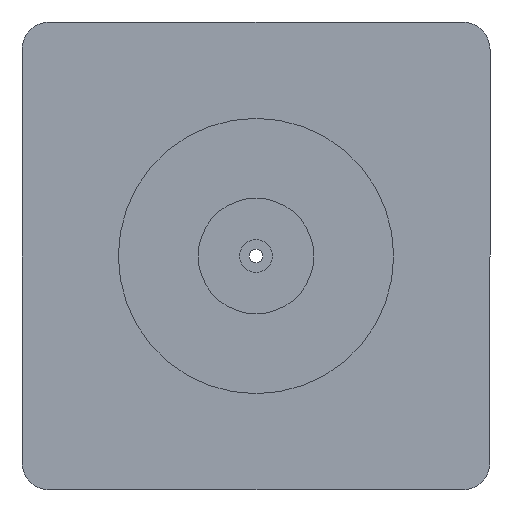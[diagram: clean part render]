
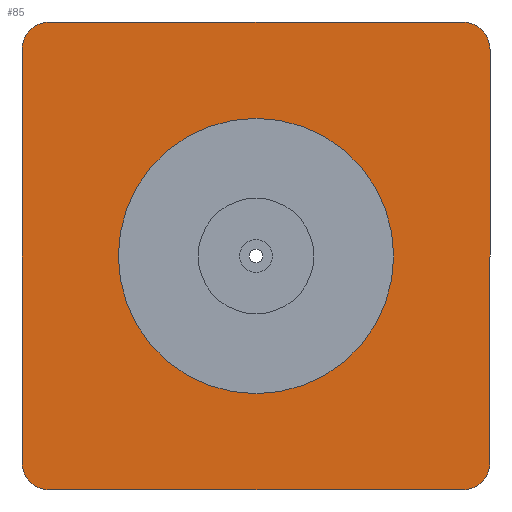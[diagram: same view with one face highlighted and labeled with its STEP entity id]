
A CAD part, front view. The second image highlights one B-rep face of the part: STEP entity #85.
In plain terms, the highlighted planar face has unit normal (0, -1, 0).
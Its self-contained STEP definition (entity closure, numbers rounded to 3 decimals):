
#3 = CARTESIAN_POINT ( 'NONE',  ( 85., 0., -85. ) ) ;
#36 = DIRECTION ( 'NONE',  ( 0., 0., -1. ) ) ;
#49 = DIRECTION ( 'NONE',  ( 0., 0., -1. ) ) ;
#85 = ADVANCED_FACE ( 'NONE', ( #444, #1525 ), #1249, .T. ) ;
#105 = ORIENTED_EDGE ( 'NONE', *, *, #972, .T. ) ;
#116 = CARTESIAN_POINT ( 'NONE',  ( 85., 0., -85. ) ) ;
#155 = AXIS2_PLACEMENT_3D ( 'NONE', #524, #285, #49 ) ;
#169 = CARTESIAN_POINT ( 'NONE',  ( -85., 0., -85. ) ) ;
#185 = AXIS2_PLACEMENT_3D ( 'NONE', #1111, #1125, #1012 ) ;
#195 = DIRECTION ( 'NONE',  ( 0., -1., 0. ) ) ;
#201 = VERTEX_POINT ( 'NONE', #1434 ) ;
#209 = VERTEX_POINT ( 'NONE', #343 ) ;
#231 = CIRCLE ( 'NONE', #155, 50. ) ;
#235 = VERTEX_POINT ( 'NONE', #1429 ) ;
#243 = VERTEX_POINT ( 'NONE', #820 ) ;
#247 = CARTESIAN_POINT ( 'NONE',  ( 75., 0., -75. ) ) ;
#248 = ORIENTED_EDGE ( 'NONE', *, *, #381, .F. ) ;
#250 = LINE ( 'NONE', #116, #1184 ) ;
#279 = ORIENTED_EDGE ( 'NONE', *, *, #898, .T. ) ;
#285 = DIRECTION ( 'NONE',  ( 0., 1., 0. ) ) ;
#294 = DIRECTION ( 'NONE',  ( 0., 0., 1. ) ) ;
#326 = EDGE_CURVE ( 'NONE', #472, #391, #1089, .T. ) ;
#343 = CARTESIAN_POINT ( 'NONE',  ( -85., 0., 75. ) ) ;
#364 = LINE ( 'NONE', #722, #1212 ) ;
#376 = VERTEX_POINT ( 'NONE', #1457 ) ;
#381 = EDGE_CURVE ( 'NONE', #832, #1513, #250, .T. ) ;
#391 = VERTEX_POINT ( 'NONE', #1347 ) ;
#401 = AXIS2_PLACEMENT_3D ( 'NONE', #408, #195, #1281 ) ;
#408 = CARTESIAN_POINT ( 'NONE',  ( 0., 0., 0. ) ) ;
#412 = CIRCLE ( 'NONE', #1324, 10. ) ;
#429 = ORIENTED_EDGE ( 'NONE', *, *, #515, .T. ) ;
#440 = AXIS2_PLACEMENT_3D ( 'NONE', #517, #995, #36 ) ;
#444 = FACE_BOUND ( 'NONE', #1364, .T. ) ;
#472 = VERTEX_POINT ( 'NONE', #1247 ) ;
#483 = CARTESIAN_POINT ( 'NONE',  ( 85., 0., 75. ) ) ;
#487 = DIRECTION ( 'NONE',  ( 0., 0., -1. ) ) ;
#501 = CARTESIAN_POINT ( 'NONE',  ( 0., 0., 0. ) ) ;
#509 = CIRCLE ( 'NONE', #589, 10. ) ;
#515 = EDGE_CURVE ( 'NONE', #391, #472, #231, .T. ) ;
#517 = CARTESIAN_POINT ( 'NONE',  ( -75., 0., 75. ) ) ;
#524 = CARTESIAN_POINT ( 'NONE',  ( 0., 0., 0. ) ) ;
#544 = EDGE_CURVE ( 'NONE', #1368, #209, #1385, .T. ) ;
#589 = AXIS2_PLACEMENT_3D ( 'NONE', #247, #1193, #1070 ) ;
#677 = DIRECTION ( 'NONE',  ( 0., -1., 0. ) ) ;
#722 = CARTESIAN_POINT ( 'NONE',  ( 85., 0., 85. ) ) ;
#738 = EDGE_CURVE ( 'NONE', #243, #1513, #509, .T. ) ;
#743 = EDGE_CURVE ( 'NONE', #376, #235, #364, .T. ) ;
#745 = EDGE_LOOP ( 'NONE', ( #801, #856, #248, #992, #1490, #105, #1352, #279 ) ) ;
#790 = CARTESIAN_POINT ( 'NONE',  ( 85., 0., -75. ) ) ;
#801 = ORIENTED_EDGE ( 'NONE', *, *, #1545, .F. ) ;
#820 = CARTESIAN_POINT ( 'NONE',  ( 75., 0., -85. ) ) ;
#832 = VERTEX_POINT ( 'NONE', #483 ) ;
#856 = ORIENTED_EDGE ( 'NONE', *, *, #738, .T. ) ;
#864 = CIRCLE ( 'NONE', #185, 10. ) ;
#882 = CARTESIAN_POINT ( 'NONE',  ( -85., 0., -75. ) ) ;
#898 = EDGE_CURVE ( 'NONE', #1368, #201, #864, .T. ) ;
#972 = EDGE_CURVE ( 'NONE', #376, #209, #1383, .T. ) ;
#978 = DIRECTION ( 'NONE',  ( 0., 1., 0. ) ) ;
#992 = ORIENTED_EDGE ( 'NONE', *, *, #1178, .T. ) ;
#995 = DIRECTION ( 'NONE',  ( 0., -1., 0. ) ) ;
#1012 = DIRECTION ( 'NONE',  ( 0., 0., -1. ) ) ;
#1016 = VECTOR ( 'NONE', #294, 1000. ) ;
#1070 = DIRECTION ( 'NONE',  ( 0., 0., -1. ) ) ;
#1089 = CIRCLE ( 'NONE', #1301, 50. ) ;
#1103 = DIRECTION ( 'NONE',  ( 0., 0., -1. ) ) ;
#1111 = CARTESIAN_POINT ( 'NONE',  ( -75., 0., -75. ) ) ;
#1125 = DIRECTION ( 'NONE',  ( 0., -1., 0. ) ) ;
#1155 = DIRECTION ( 'NONE',  ( 0., 0., -1. ) ) ;
#1178 = EDGE_CURVE ( 'NONE', #832, #235, #412, .T. ) ;
#1184 = VECTOR ( 'NONE', #1103, 1000. ) ;
#1193 = DIRECTION ( 'NONE',  ( 0., -1., 0. ) ) ;
#1212 = VECTOR ( 'NONE', #1481, 1000. ) ;
#1247 = CARTESIAN_POINT ( 'NONE',  ( 0., 0., -50. ) ) ;
#1249 = PLANE ( 'NONE',  #401 ) ;
#1281 = DIRECTION ( 'NONE',  ( 0., 0., -1. ) ) ;
#1283 = CARTESIAN_POINT ( 'NONE',  ( 75., 0., 75. ) ) ;
#1300 = ORIENTED_EDGE ( 'NONE', *, *, #326, .T. ) ;
#1301 = AXIS2_PLACEMENT_3D ( 'NONE', #501, #978, #487 ) ;
#1324 = AXIS2_PLACEMENT_3D ( 'NONE', #1283, #677, #1155 ) ;
#1329 = DIRECTION ( 'NONE',  ( -1., 0., 0. ) ) ;
#1347 = CARTESIAN_POINT ( 'NONE',  ( 0., 0., 50. ) ) ;
#1352 = ORIENTED_EDGE ( 'NONE', *, *, #544, .F. ) ;
#1364 = EDGE_LOOP ( 'NONE', ( #429, #1300 ) ) ;
#1368 = VERTEX_POINT ( 'NONE', #882 ) ;
#1383 = CIRCLE ( 'NONE', #440, 10. ) ;
#1385 = LINE ( 'NONE', #169, #1016 ) ;
#1429 = CARTESIAN_POINT ( 'NONE',  ( 75., 0., 85. ) ) ;
#1434 = CARTESIAN_POINT ( 'NONE',  ( -75., 0., -85. ) ) ;
#1446 = LINE ( 'NONE', #3, #1450 ) ;
#1450 = VECTOR ( 'NONE', #1329, 1000. ) ;
#1457 = CARTESIAN_POINT ( 'NONE',  ( -75., 0., 85. ) ) ;
#1481 = DIRECTION ( 'NONE',  ( 1., 0., 0. ) ) ;
#1490 = ORIENTED_EDGE ( 'NONE', *, *, #743, .F. ) ;
#1513 = VERTEX_POINT ( 'NONE', #790 ) ;
#1525 = FACE_OUTER_BOUND ( 'NONE', #745, .T. ) ;
#1545 = EDGE_CURVE ( 'NONE', #243, #201, #1446, .T. ) ;
